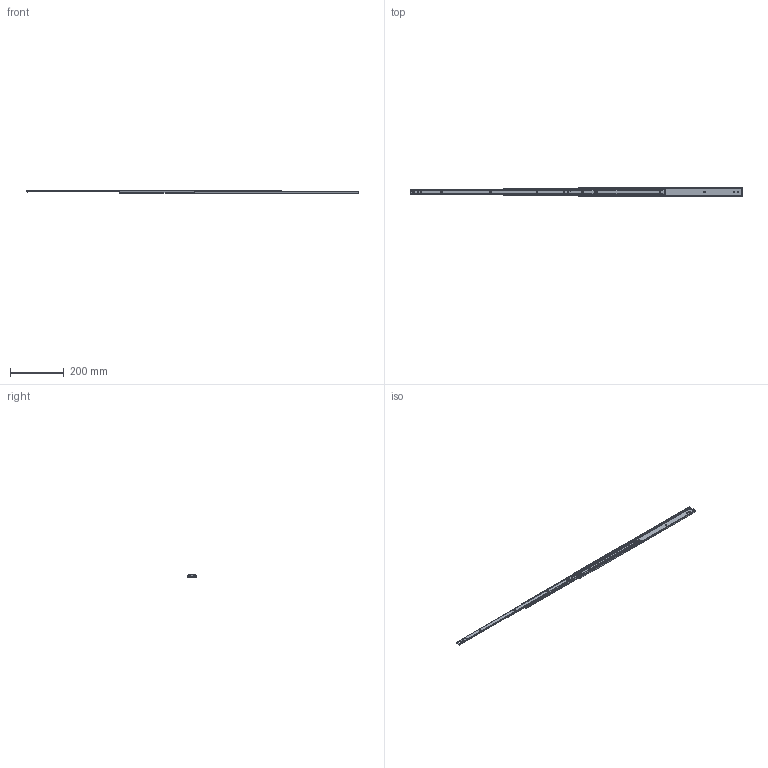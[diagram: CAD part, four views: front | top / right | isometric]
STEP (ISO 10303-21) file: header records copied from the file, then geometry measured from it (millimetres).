
FILE_DESCRIPTION (( 'STEP AP203' ), '1' );
FILE_NAME ('C352-24.STEP', '2021-03-22T06:22:16', ( '' ), ( '' ), 'SwSTEP 2.0', 'SolidWorks 2019', '' );
FILE_SCHEMA (( 'CONFIG_CONTROL_DESIGN' ));
Length unit declared in the file: millimetre
Products named in the file (6): C352-24; C352-24 CM; PN198B; C352-24 OM; C352-24 IM; PN2-1
Assembly tree (5 placements, depth 2):
  C352-24
    C352-24 OM
    C352-24 CM
    PN198B
    PN2-1
    C352-24 IM
Bounding box: 1237.1 x 35.3 x 13 mm (x, y, z)
Volume: 107007 mm3; surface area: 138767.3 mm2
Topology: 5 solids, 5 shells, 404 faces, 1213 edges, 796 vertices
Faces by surface type: plane 220, cylinder 176, sphere 8
Entity records: 14729 total; most frequent: CARTESIAN_POINT 3015, ORIENTED_EDGE 2410, DIRECTION 2283, EDGE_CURVE 1205, VERTEX_POINT 792, VECTOR 771, LINE 771, AXIS2_PLACEMENT_3D 756
